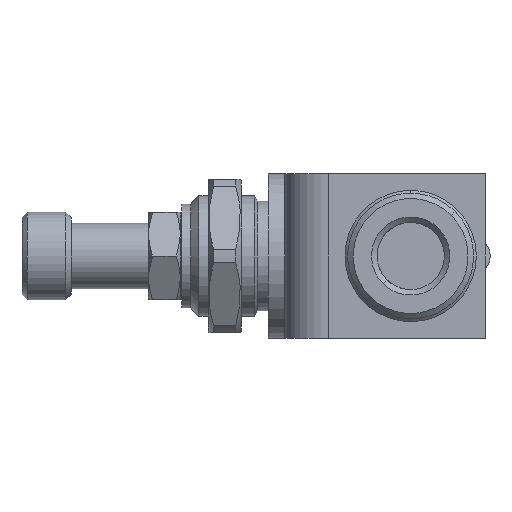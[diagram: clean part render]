
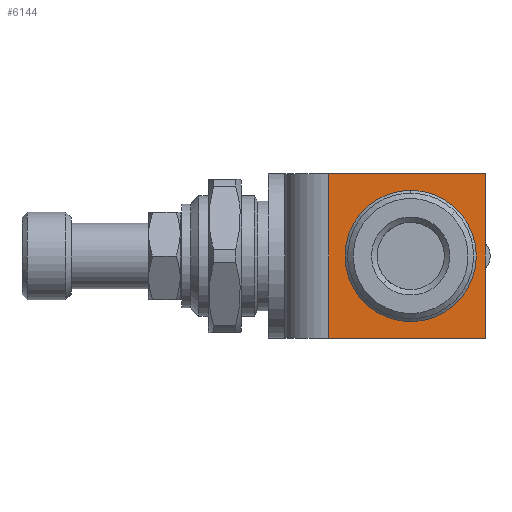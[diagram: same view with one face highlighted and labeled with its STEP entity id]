
A CAD part, left-side view. The second image highlights one B-rep face of the part: STEP entity #6144.
In plain terms, the highlighted planar face has unit normal (-1, 0, 0).
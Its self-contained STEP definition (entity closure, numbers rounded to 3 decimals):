
#61 = CARTESIAN_POINT ( 'NONE',  ( -11.5, 14.3, -7.5 ) ) ;
#62 = CARTESIAN_POINT ( 'NONE',  ( -11.5, 0., -7.5 ) ) ;
#63 = CARTESIAN_POINT ( 'NONE',  ( -11.5, 0., 7.5 ) ) ;
#64 = CARTESIAN_POINT ( 'NONE',  ( -11.5, 14.3, 7.5 ) ) ;
#287 = AXIS2_PLACEMENT_3D ( 'NONE', #3285, #3286, #3288 ) ;
#293 = CIRCLE ( 'NONE', #287, 6. ) ;
#940 = AXIS2_PLACEMENT_3D ( 'NONE', #3069, #3071, #3072 ) ;
#1284 = CIRCLE ( 'NONE', #1294, 6. ) ;
#1294 = AXIS2_PLACEMENT_3D ( 'NONE', #7191, #7192, #7193 ) ;
#1393 = VECTOR ( 'NONE', #7550, 1000. ) ;
#1395 = VECTOR ( 'NONE', #1455, 1000. ) ;
#1396 = VECTOR ( 'NONE', #1457, 1000. ) ;
#1399 = VECTOR ( 'NONE', #1461, 1000. ) ;
#1454 = CARTESIAN_POINT ( 'NONE',  ( -11.5, 14.3, 7.5 ) ) ;
#1455 = DIRECTION ( 'NONE',  ( 0., -1., 0. ) ) ;
#1456 = CARTESIAN_POINT ( 'NONE',  ( -11.5, 14.3, -7.5 ) ) ;
#1457 = DIRECTION ( 'NONE',  ( 0., -1., 0. ) ) ;
#1460 = CARTESIAN_POINT ( 'NONE',  ( -11.5, 0., 7.5 ) ) ;
#1461 = DIRECTION ( 'NONE',  ( 0., 0., -1. ) ) ;
#2304 = VERTEX_POINT ( 'NONE', #64 ) ;
#2305 = VERTEX_POINT ( 'NONE', #63 ) ;
#2306 = VERTEX_POINT ( 'NONE', #62 ) ;
#2307 = VERTEX_POINT ( 'NONE', #61 ) ;
#3067 = PLANE ( 'NONE',  #940 ) ;
#3069 = CARTESIAN_POINT ( 'NONE',  ( -11.5, 14.3, 7.5 ) ) ;
#3071 = DIRECTION ( 'NONE',  ( 1., 0., 0. ) ) ;
#3072 = DIRECTION ( 'NONE',  ( 0., 0., -1. ) ) ;
#3285 = CARTESIAN_POINT ( 'NONE',  ( -11.5, 6.8, 0. ) ) ;
#3286 = DIRECTION ( 'NONE',  ( -1., 0., 0. ) ) ;
#3288 = DIRECTION ( 'NONE',  ( 0., 0., -1. ) ) ;
#3520 = CARTESIAN_POINT ( 'NONE',  ( -11.5, 6.8, 6. ) ) ;
#3537 = CARTESIAN_POINT ( 'NONE',  ( -11.5, 6.8, -6. ) ) ;
#3928 = LINE ( 'NONE', #7549, #1393 ) ;
#3930 = LINE ( 'NONE', #1454, #1395 ) ;
#3931 = LINE ( 'NONE', #1456, #1396 ) ;
#3933 = LINE ( 'NONE', #1460, #1399 ) ;
#4090 = FACE_OUTER_BOUND ( 'NONE', #6418, .T. ) ;
#4091 = FACE_BOUND ( 'NONE', #6412, .T. ) ;
#4815 = ORIENTED_EDGE ( 'NONE', *, *, #5907, .F. ) ;
#4828 = ORIENTED_EDGE ( 'NONE', *, *, #5908, .T. ) ;
#4841 = ORIENTED_EDGE ( 'NONE', *, *, #5814, .F. ) ;
#5107 = ORIENTED_EDGE ( 'NONE', *, *, #5910, .F. ) ;
#5131 = ORIENTED_EDGE ( 'NONE', *, *, #5682, .F. ) ;
#5137 = ORIENTED_EDGE ( 'NONE', *, *, #5905, .T. ) ;
#5682 = EDGE_CURVE ( 'NONE', #6568, #6558, #293, .T. ) ;
#5814 = EDGE_CURVE ( 'NONE', #6558, #6568, #1284, .T. ) ;
#5905 = EDGE_CURVE ( 'NONE', #2304, #2307, #3928, .T. ) ;
#5907 = EDGE_CURVE ( 'NONE', #2304, #2305, #3930, .T. ) ;
#5908 = EDGE_CURVE ( 'NONE', #2307, #2306, #3931, .T. ) ;
#5910 = EDGE_CURVE ( 'NONE', #2305, #2306, #3933, .T. ) ;
#6144 = ADVANCED_FACE ( 'NONE', ( #4090, #4091 ), #3067, .F. ) ;
#6412 = EDGE_LOOP ( 'NONE', ( #4841, #5131 ) ) ;
#6418 = EDGE_LOOP ( 'NONE', ( #4828, #5107, #4815, #5137 ) ) ;
#6558 = VERTEX_POINT ( 'NONE', #3520 ) ;
#6568 = VERTEX_POINT ( 'NONE', #3537 ) ;
#7191 = CARTESIAN_POINT ( 'NONE',  ( -11.5, 6.8, 0. ) ) ;
#7192 = DIRECTION ( 'NONE',  ( -1., 0., 0. ) ) ;
#7193 = DIRECTION ( 'NONE',  ( 0., 0., -1. ) ) ;
#7549 = CARTESIAN_POINT ( 'NONE',  ( -11.5, 14.3, 7.5 ) ) ;
#7550 = DIRECTION ( 'NONE',  ( 0., 0., -1. ) ) ;
